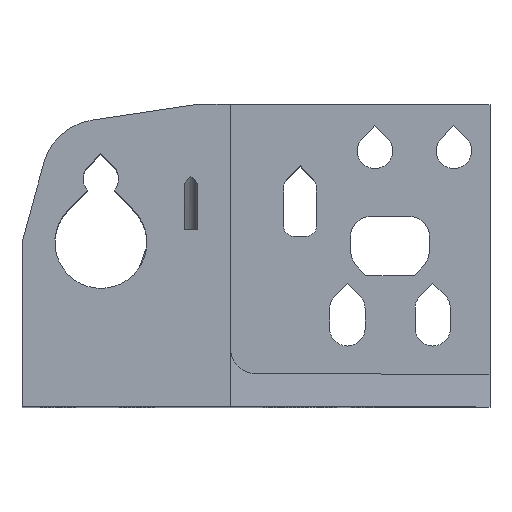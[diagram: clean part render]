
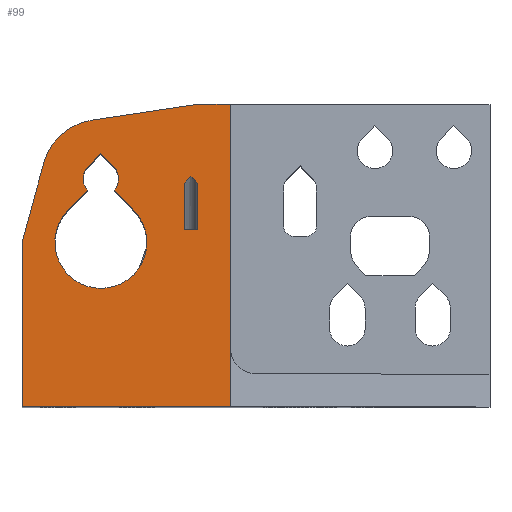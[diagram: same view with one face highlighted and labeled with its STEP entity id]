
A CAD part, top view. The second image highlights one B-rep face of the part: STEP entity #99.
In plain terms, the highlighted planar face has unit normal (0, 0, 1).
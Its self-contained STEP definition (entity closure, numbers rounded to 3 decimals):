
#99 = ADVANCED_FACE( '', ( #299, #300, #301 ), #302, .F. );
#299 = FACE_BOUND( '', #999, .T. );
#300 = FACE_BOUND( '', #1000, .T. );
#301 = FACE_OUTER_BOUND( '', #1001, .T. );
#302 = PLANE( '', #1002 );
#999 = EDGE_LOOP( '', ( #1512, #1513, #1514, #1515, #1516, #1517, #1518 ) );
#1000 = EDGE_LOOP( '', ( #1519, #1520, #1521, #1522, #1523 ) );
#1001 = EDGE_LOOP( '', ( #1524, #1525, #1526, #1527, #1528, #1529, #1530, #1531 ) );
#1002 = AXIS2_PLACEMENT_3D( '', #1532, #1533, #1534 );
#1512 = ORIENTED_EDGE( '', *, *, #2555, .T. );
#1513 = ORIENTED_EDGE( '', *, *, #2556, .T. );
#1514 = ORIENTED_EDGE( '', *, *, #2557, .T. );
#1515 = ORIENTED_EDGE( '', *, *, #2558, .T. );
#1516 = ORIENTED_EDGE( '', *, *, #2559, .T. );
#1517 = ORIENTED_EDGE( '', *, *, #2560, .T. );
#1518 = ORIENTED_EDGE( '', *, *, #2561, .T. );
#1519 = ORIENTED_EDGE( '', *, *, #2562, .F. );
#1520 = ORIENTED_EDGE( '', *, *, #2563, .F. );
#1521 = ORIENTED_EDGE( '', *, *, #2564, .F. );
#1522 = ORIENTED_EDGE( '', *, *, #2565, .F. );
#1523 = ORIENTED_EDGE( '', *, *, #2566, .F. );
#1524 = ORIENTED_EDGE( '', *, *, #2567, .F. );
#1525 = ORIENTED_EDGE( '', *, *, #2568, .F. );
#1526 = ORIENTED_EDGE( '', *, *, #2569, .F. );
#1527 = ORIENTED_EDGE( '', *, *, #2570, .F. );
#1528 = ORIENTED_EDGE( '', *, *, #2571, .F. );
#1529 = ORIENTED_EDGE( '', *, *, #2572, .F. );
#1530 = ORIENTED_EDGE( '', *, *, #2573, .F. );
#1531 = ORIENTED_EDGE( '', *, *, #2412, .T. );
#1532 = CARTESIAN_POINT( '', ( 0., 9.7, 0. ) );
#1533 = DIRECTION( '', ( 0., 0., -1. ) );
#1534 = DIRECTION( '', ( -1., 0., 0. ) );
#2412 = EDGE_CURVE( '', #2804, #2802, #2805, .T. );
#2555 = EDGE_CURVE( '', #3064, #3065, #3066, .T. );
#2556 = EDGE_CURVE( '', #3065, #3067, #3068, .T. );
#2557 = EDGE_CURVE( '', #3067, #3069, #3070, .T. );
#2558 = EDGE_CURVE( '', #3069, #3071, #3072, .T. );
#2559 = EDGE_CURVE( '', #3071, #3073, #3074, .T. );
#2560 = EDGE_CURVE( '', #3073, #3075, #3076, .T. );
#2561 = EDGE_CURVE( '', #3075, #3064, #3077, .T. );
#2562 = EDGE_CURVE( '', #3078, #3079, #3080, .T. );
#2563 = EDGE_CURVE( '', #3081, #3078, #3082, .T. );
#2564 = EDGE_CURVE( '', #3083, #3081, #3084, .T. );
#2565 = EDGE_CURVE( '', #3085, #3083, #3086, .T. );
#2566 = EDGE_CURVE( '', #3079, #3085, #3087, .T. );
#2567 = EDGE_CURVE( '', #2976, #2802, #3088, .T. );
#2568 = EDGE_CURVE( '', #3089, #2976, #3090, .T. );
#2569 = EDGE_CURVE( '', #3091, #3089, #3092, .T. );
#2570 = EDGE_CURVE( '', #3093, #3091, #3094, .T. );
#2571 = EDGE_CURVE( '', #3095, #3093, #3096, .T. );
#2572 = EDGE_CURVE( '', #3097, #3095, #3098, .T. );
#2573 = EDGE_CURVE( '', #2804, #3097, #3099, .T. );
#2802 = VERTEX_POINT( '', #3430 );
#2804 = VERTEX_POINT( '', #3433 );
#2805 = LINE( '', #3434, #3435 );
#2976 = VERTEX_POINT( '', #3677 );
#3064 = VERTEX_POINT( '', #3811 );
#3065 = VERTEX_POINT( '', #3812 );
#3066 = LINE( '', #3813, #3814 );
#3067 = VERTEX_POINT( '', #3815 );
#3068 = CIRCLE( '', #3816, 7. );
#3069 = VERTEX_POINT( '', #3817 );
#3070 = LINE( '', #3818, #3819 );
#3071 = VERTEX_POINT( '', #3820 );
#3072 = CIRCLE( '', #3821, 2.7 );
#3073 = VERTEX_POINT( '', #3822 );
#3074 = LINE( '', #3823, #3824 );
#3075 = VERTEX_POINT( '', #3825 );
#3076 = LINE( '', #3826, #3827 );
#3077 = CIRCLE( '', #3828, 2.7 );
#3078 = VERTEX_POINT( '', #3829 );
#3079 = VERTEX_POINT( '', #3830 );
#3080 = LINE( '', #3831, #3832 );
#3081 = VERTEX_POINT( '', #3833 );
#3082 = LINE( '', #3834, #3835 );
#3083 = VERTEX_POINT( '', #3836 );
#3084 = LINE( '', #3837, #3838 );
#3085 = VERTEX_POINT( '', #3839 );
#3086 = LINE( '', #3840, #3841 );
#3087 = LINE( '', #3842, #3843 );
#3088 = LINE( '', #3844, #3845 );
#3089 = VERTEX_POINT( '', #3846 );
#3090 = LINE( '', #3847, #3848 );
#3091 = VERTEX_POINT( '', #3849 );
#3092 = LINE( '', #3850, #3851 );
#3093 = VERTEX_POINT( '', #3852 );
#3094 = LINE( '', #3853, #3854 );
#3095 = VERTEX_POINT( '', #3855 );
#3096 = CIRCLE( '', #3856, 9. );
#3097 = VERTEX_POINT( '', #3857 );
#3098 = LINE( '', #3858, #3859 );
#3099 = LINE( '', #3860, #3861 );
#3430 = CARTESIAN_POINT( '', ( 19.7, -25., 0. ) );
#3433 = CARTESIAN_POINT( '', ( -12., -25., 0. ) );
#3434 = CARTESIAN_POINT( '', ( -12., -25., 0. ) );
#3435 = VECTOR( '', #4358, 1000. );
#3677 = CARTESIAN_POINT( '', ( 19.7, -16., 0. ) );
#3811 = CARTESIAN_POINT( '', ( 2.055, 7.949, 0. ) );
#3812 = CARTESIAN_POINT( '', ( 5.035, 4.863, 0. ) );
#3813 = CARTESIAN_POINT( '', ( 5.035, 4.863, 0. ) );
#3814 = VECTOR( '', #4621, 1000. );
#3815 = CARTESIAN_POINT( '', ( -5.035, 4.863, 0. ) );
#3816 = AXIS2_PLACEMENT_3D( '', #4622, #4623, #4624 );
#3817 = CARTESIAN_POINT( '', ( -2.055, 7.949, 0. ) );
#3818 = CARTESIAN_POINT( '', ( -5.035, 4.863, 0. ) );
#3819 = VECTOR( '', #4625, 1000. );
#3820 = CARTESIAN_POINT( '', ( -1.942, 11.576, 0. ) );
#3821 = AXIS2_PLACEMENT_3D( '', #4626, #4627, #4628 );
#3822 = CARTESIAN_POINT( '', ( 0., 13.587, 0. ) );
#3823 = CARTESIAN_POINT( '', ( 0., 13.587, 0. ) );
#3824 = VECTOR( '', #4629, 1000. );
#3825 = CARTESIAN_POINT( '', ( 1.942, 11.576, 0. ) );
#3826 = CARTESIAN_POINT( '', ( 1.942, 11.576, 0. ) );
#3827 = VECTOR( '', #4630, 1000. );
#3828 = AXIS2_PLACEMENT_3D( '', #4631, #4632, #4633 );
#3829 = CARTESIAN_POINT( '', ( 14.7, 2., 0. ) );
#3830 = CARTESIAN_POINT( '', ( 14.7, 9., 0. ) );
#3831 = CARTESIAN_POINT( '', ( 14.7, 9., 0. ) );
#3832 = VECTOR( '', #4634, 1000. );
#3833 = CARTESIAN_POINT( '', ( 12.7, 2., 0. ) );
#3834 = CARTESIAN_POINT( '', ( 14.7, 2., 0. ) );
#3835 = VECTOR( '', #4635, 1000. );
#3836 = CARTESIAN_POINT( '', ( 12.7, 9., 0. ) );
#3837 = CARTESIAN_POINT( '', ( 12.7, 9., 0. ) );
#3838 = VECTOR( '', #4636, 1000. );
#3839 = CARTESIAN_POINT( '', ( 13.7, 10.036, 0. ) );
#3840 = CARTESIAN_POINT( '', ( 12.7, 9., 0. ) );
#3841 = VECTOR( '', #4637, 1000. );
#3842 = CARTESIAN_POINT( '', ( 13.7, 10.036, 0. ) );
#3843 = VECTOR( '', #4638, 1000. );
#3844 = CARTESIAN_POINT( '', ( 19.7, 100.098, 0. ) );
#3845 = VECTOR( '', #4639, 1000. );
#3846 = CARTESIAN_POINT( '', ( 19.7, 21., 0. ) );
#3847 = CARTESIAN_POINT( '', ( 19.7, -20., 0. ) );
#3848 = VECTOR( '', #4640, 1000. );
#3849 = CARTESIAN_POINT( '', ( 14.7, 21., 0. ) );
#3850 = CARTESIAN_POINT( '', ( 19.7, 21., 0. ) );
#3851 = VECTOR( '', #4641, 1000. );
#3852 = CARTESIAN_POINT( '', ( -1.332, 18.601, 0. ) );
#3853 = CARTESIAN_POINT( '', ( 14.7, 21., 0. ) );
#3854 = VECTOR( '', #4642, 1000. );
#3855 = CARTESIAN_POINT( '', ( -8.678, 12.085, 0. ) );
#3856 = AXIS2_PLACEMENT_3D( '', #4643, #4644, #4645 );
#3857 = CARTESIAN_POINT( '', ( -12., 0., 0. ) );
#3858 = CARTESIAN_POINT( '', ( -12., 0., 0. ) );
#3859 = VECTOR( '', #4646, 1000. );
#3860 = CARTESIAN_POINT( '', ( -12., 0., 0. ) );
#3861 = VECTOR( '', #4647, 1000. );
#4358 = DIRECTION( '', ( 1., 0., 0. ) );
#4621 = DIRECTION( '', ( 0.695, -0.719, 0. ) );
#4622 = CARTESIAN_POINT( '', ( 0., 0., 0. ) );
#4623 = DIRECTION( '', ( 0., 0., -1. ) );
#4624 = DIRECTION( '', ( 0., 1., 0. ) );
#4625 = DIRECTION( '', ( 0.695, 0.719, 0. ) );
#4626 = CARTESIAN_POINT( '', ( 0., 9.7, 0. ) );
#4627 = DIRECTION( '', ( 0., 0., -1. ) );
#4628 = DIRECTION( '', ( 1., 0., 0. ) );
#4629 = DIRECTION( '', ( 0.695, 0.719, 0. ) );
#4630 = DIRECTION( '', ( 0.695, -0.719, 0. ) );
#4631 = CARTESIAN_POINT( '', ( 0., 9.7, 0. ) );
#4632 = DIRECTION( '', ( 0., 0., -1. ) );
#4633 = DIRECTION( '', ( -1., 0., 0. ) );
#4634 = DIRECTION( '', ( 0., 1., 0. ) );
#4635 = DIRECTION( '', ( 1., 0., 0. ) );
#4636 = DIRECTION( '', ( 0., -1., 0. ) );
#4637 = DIRECTION( '', ( -0.695, -0.719, 0. ) );
#4638 = DIRECTION( '', ( -0.695, 0.719, 0. ) );
#4639 = DIRECTION( '', ( 0., -1., 0. ) );
#4640 = DIRECTION( '', ( 0., -1., 0. ) );
#4641 = DIRECTION( '', ( 1., 0., 0. ) );
#4642 = DIRECTION( '', ( 0.989, 0.148, 0. ) );
#4643 = CARTESIAN_POINT( '', ( 0., 9.7, 0. ) );
#4644 = DIRECTION( '', ( 0., 0., -1. ) );
#4645 = DIRECTION( '', ( 1., 0., 0. ) );
#4646 = DIRECTION( '', ( 0.265, 0.964, 0. ) );
#4647 = DIRECTION( '', ( 0., 1., 0. ) );
